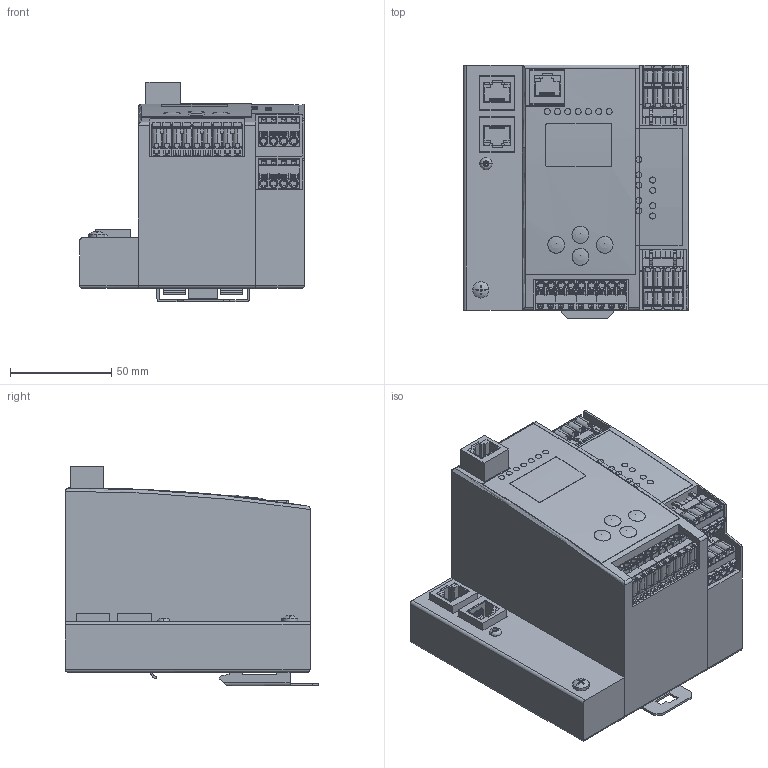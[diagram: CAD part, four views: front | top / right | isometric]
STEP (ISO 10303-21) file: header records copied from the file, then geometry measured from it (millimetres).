
FILE_DESCRIPTION(/* description */ ('Alibre Inc.'),/* implementation_level */ '2;1');
FILE_NAME(/* name */ 'export0',/* time_stamp */ '2014-03-13T09:18:28+01:00',/* author */ (''),/* organization */ (''),/* preprocessor_version */ 'ST-DEVELOPER v14',/* originating_system */ 'Alibre',/* authorisation */ '');
FILE_SCHEMA (('AUTOMOTIVE_DESIGN'));
Length unit declared in the file: centimetre
Products named in the file (28): ID_1
Bounding box: 111 x 125.29 x 108.65 mm (x, y, z)
Volume: 941915 mm3; surface area: 144384.7 mm2
Topology: 41 solids, 110 shells, 4760 faces, 12563 edges, 8179 vertices
Faces by surface type: plane 2982, cylinder 1203, bspline 410, cone 106, torus 53, sphere 6
Full cylindrical faces by diameter (mm): 2.459 x1, 3 x16, 3.242 x1
Entity records: 84786 total; most frequent: CARTESIAN_POINT 28869, ORIENTED_EDGE 12394, DIRECTION 8724, EDGE_CURVE 6197, VECTOR 4403, LINE 4403, VERTEX_POINT 4060, AXIS2_PLACEMENT_3D 2892
